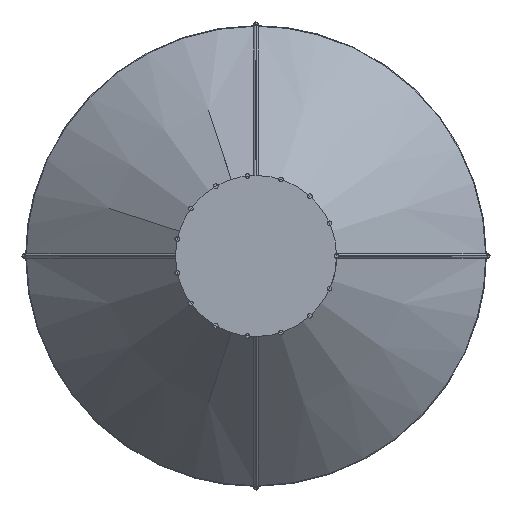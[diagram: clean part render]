
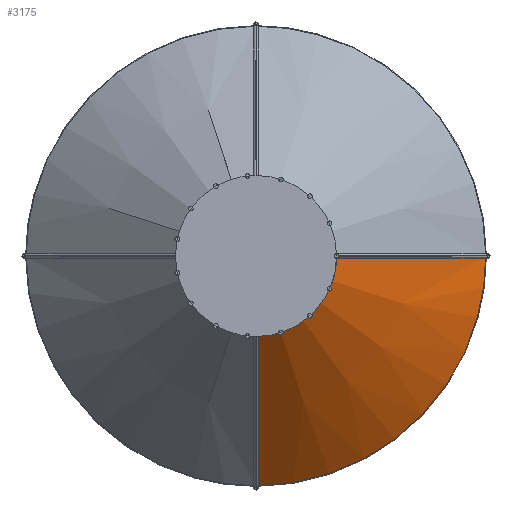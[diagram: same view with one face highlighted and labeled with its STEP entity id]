
A CAD part, front view. The second image highlights one B-rep face of the part: STEP entity #3175.
In plain terms, the highlighted conical face has half-angle 45 degrees and reference radius 50.071 mm.
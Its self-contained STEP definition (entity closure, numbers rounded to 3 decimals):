
#795 = VERTEX_POINT ( 'NONE', #3708 ) ;
#1063 = CARTESIAN_POINT ( 'NONE',  ( 0., 0.071, -50.071 ) ) ;
#1154 = CARTESIAN_POINT ( 'NONE',  ( -25.093, 0.071, -43.453 ) ) ;
#1393 = DIRECTION ( 'NONE',  ( -1., 0., 0. ) ) ;
#1607 = EDGE_CURVE ( 'NONE', #6095, #8948, #2758, .T. ) ;
#2093 = CARTESIAN_POINT ( 'NONE',  ( -47.513, 0.071, -16.134 ) ) ;
#2224 = CARTESIAN_POINT ( 'NONE',  ( -30.543, 0.071, -39.812 ) ) ;
#2758 = B_SPLINE_CURVE_WITH_KNOTS ( 'NONE', 3,
 ( #11450, #5316, #4316, #1063 ),
 .UNSPECIFIED., .F., .F.,
 ( 4, 4 ),
 ( 0., 1. ),
 .UNSPECIFIED. ) ;
#3124 = CARTESIAN_POINT ( 'NONE',  ( -33.088, 0.071, -37.723 ) ) ;
#3175 = ADVANCED_FACE ( 'NONE', ( #3637 ), #12146, .T. ) ;
#3214 = B_SPLINE_CURVE_WITH_KNOTS ( 'NONE', 3,
 ( #7157, #9381, #4281, #4097, #8363, #11365, #1154, #2224, #3124, #8271, #8315, #10375, #4228, #2093, #5275, #10283, #12454, #8182 ),
 .UNSPECIFIED., .F., .F.,
 ( 4, 2, 2, 2, 2, 2, 2, 2, 4 ),
 ( 0., 0.125, 0.25, 0.375, 0.5, 0.625, 0.75, 0.875, 1. ),
 .UNSPECIFIED. ) ;
#3637 = FACE_OUTER_BOUND ( 'NONE', #4075, .T. ) ;
#3708 = CARTESIAN_POINT ( 'NONE',  ( -50.071, 0.071, 0. ) ) ;
#4075 = EDGE_LOOP ( 'NONE', ( #12822, #10160, #7843 ) ) ;
#4097 = CARTESIAN_POINT ( 'NONE',  ( -12.982, 0.071, -48.469 ) ) ;
#4228 = CARTESIAN_POINT ( 'NONE',  ( -45.005, 0.071, -22.189 ) ) ;
#4281 = CARTESIAN_POINT ( 'NONE',  ( -6.554, 0.071, -49.748 ) ) ;
#4316 = CARTESIAN_POINT ( 'NONE',  ( 0., 16.761, -33.38 ) ) ;
#5275 = CARTESIAN_POINT ( 'NONE',  ( -48.469, 0.071, -12.982 ) ) ;
#5316 = CARTESIAN_POINT ( 'NONE',  ( 0., 33.451, -16.69 ) ) ;
#5332 = CARTESIAN_POINT ( 'NONE',  ( 0., 50.141, 0. ) ) ;
#5405 = LINE ( 'NONE', #9539, #7011 ) ;
#6095 = VERTEX_POINT ( 'NONE', #5332 ) ;
#7011 = VECTOR ( 'NONE', #7325, 1000. ) ;
#7157 = CARTESIAN_POINT ( 'NONE',  ( 0., 0.071, -50.071 ) ) ;
#7325 = DIRECTION ( 'NONE',  ( -0.707, -0.707, 0. ) ) ;
#7843 = ORIENTED_EDGE ( 'NONE', *, *, #1607, .T. ) ;
#8182 = CARTESIAN_POINT ( 'NONE',  ( -50.071, 0.071, 0. ) ) ;
#8271 = CARTESIAN_POINT ( 'NONE',  ( -37.723, 0.071, -33.088 ) ) ;
#8294 = EDGE_CURVE ( 'NONE', #6095, #795, #5405, .T. ) ;
#8315 = CARTESIAN_POINT ( 'NONE',  ( -39.812, 0.071, -30.543 ) ) ;
#8363 = CARTESIAN_POINT ( 'NONE',  ( -16.134, 0.071, -47.513 ) ) ;
#8464 = DIRECTION ( 'NONE',  ( 0., -1., 0. ) ) ;
#8948 = VERTEX_POINT ( 'NONE', #9296 ) ;
#8983 = EDGE_CURVE ( 'NONE', #8948, #795, #3214, .T. ) ;
#9296 = CARTESIAN_POINT ( 'NONE',  ( 0., 0.071, -50.071 ) ) ;
#9381 = CARTESIAN_POINT ( 'NONE',  ( -3.277, 0.071, -50.071 ) ) ;
#9524 = CARTESIAN_POINT ( 'NONE',  ( 0., 0.071, 0. ) ) ;
#9539 = CARTESIAN_POINT ( 'NONE',  ( -50.071, 0.071, 0. ) ) ;
#10160 = ORIENTED_EDGE ( 'NONE', *, *, #8294, .F. ) ;
#10283 = CARTESIAN_POINT ( 'NONE',  ( -49.748, 0.071, -6.554 ) ) ;
#10375 = CARTESIAN_POINT ( 'NONE',  ( -43.453, 0.071, -25.093 ) ) ;
#10968 = AXIS2_PLACEMENT_3D ( 'NONE', #9524, #8464, #1393 ) ;
#11365 = CARTESIAN_POINT ( 'NONE',  ( -22.189, 0.071, -45.005 ) ) ;
#11450 = CARTESIAN_POINT ( 'NONE',  ( 0., 50.141, 0. ) ) ;
#12146 = CONICAL_SURFACE ( 'NONE', #10968, 50.071, 0.785 ) ;
#12454 = CARTESIAN_POINT ( 'NONE',  ( -50.071, 0.071, -3.277 ) ) ;
#12822 = ORIENTED_EDGE ( 'NONE', *, *, #8983, .T. ) ;
